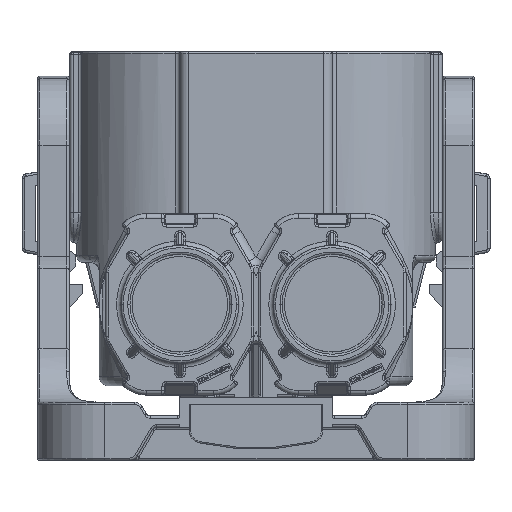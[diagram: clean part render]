
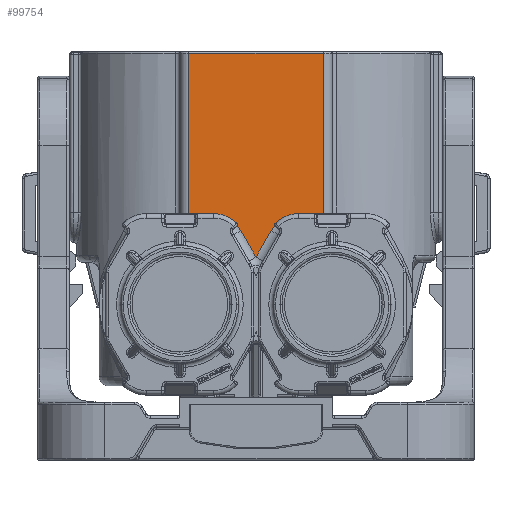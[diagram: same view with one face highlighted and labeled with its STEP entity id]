
A CAD part, top view. The second image highlights one B-rep face of the part: STEP entity #99754.
In plain terms, the highlighted planar face has unit normal (0, 0, 1).
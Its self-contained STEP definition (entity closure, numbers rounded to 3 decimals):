
#22301=DIRECTION('',(1.,0.,0.));
#22302=VECTOR('',#22301,30.);
#22303=CARTESIAN_POINT('',(-32.,47.6,28.05));
#22304=LINE('',#22303,#22302);
#22305=CARTESIAN_POINT('',(-7.534,4.5,28.05));
#22306=DIRECTION('',(0.,0.,1.));
#22307=DIRECTION('',(0.,1.,0.));
#22308=AXIS2_PLACEMENT_3D('',#22305,#22306,#22307);
#22310=DIRECTION('',(-0.5,-0.866,0.));
#22311=VECTOR('',#22310,6.807);
#22312=CARTESIAN_POINT('',(-13.597,8.,28.05));
#22313=LINE('',#22312,#22311);
#22314=DIRECTION('',(-0.5,0.866,0.));
#22315=VECTOR('',#22314,6.807);
#22316=CARTESIAN_POINT('',(-17.,2.105,28.05));
#22317=LINE('',#22316,#22315);
#22318=CARTESIAN_POINT('',(-26.466,4.5,28.05));
#22319=DIRECTION('',(0.,0.,1.));
#22320=DIRECTION('',(0.866,0.5,0.));
#22321=AXIS2_PLACEMENT_3D('',#22318,#22319,#22320);
#22323=DIRECTION('',(1.,0.,0.));
#22324=VECTOR('',#22323,5.534);
#22325=CARTESIAN_POINT('',(-32.,11.5,28.05));
#22326=LINE('',#22325,#22324);
#22424=DIRECTION('',(0.,-1.,0.));
#22425=VECTOR('',#22424,36.1);
#22426=CARTESIAN_POINT('',(-32.,47.6,28.05));
#22427=LINE('',#22426,#22425);
#25065=DIRECTION('',(0.,1.,0.));
#25066=VECTOR('',#25065,36.1);
#25067=CARTESIAN_POINT('',(-2.,11.5,28.05));
#25068=LINE('',#25067,#25066);
#25137=DIRECTION('',(1.,0.,0.));
#25138=VECTOR('',#25137,5.534);
#25139=CARTESIAN_POINT('',(-7.534,11.5,28.05));
#25140=LINE('',#25139,#25138);
#49788=CARTESIAN_POINT('',(-32.,47.6,28.05));
#49789=VERTEX_POINT('',#49788);
#49790=CARTESIAN_POINT('',(-2.,47.6,28.05));
#49791=VERTEX_POINT('',#49790);
#49792=CARTESIAN_POINT('',(-32.,11.5,28.05));
#49793=CARTESIAN_POINT('',(-26.466,11.5,28.05));
#49794=VERTEX_POINT('',#49792);
#49795=VERTEX_POINT('',#49793);
#49796=CARTESIAN_POINT('',(-2.,11.5,28.05));
#49797=VERTEX_POINT('',#49796);
#49798=CARTESIAN_POINT('',(-7.534,11.5,28.05));
#49799=VERTEX_POINT('',#49798);
#49800=CARTESIAN_POINT('',(-13.597,8.,28.05));
#49801=VERTEX_POINT('',#49800);
#49802=CARTESIAN_POINT('',(-17.,2.105,28.05));
#49803=VERTEX_POINT('',#49802);
#49804=CARTESIAN_POINT('',(-20.403,8.,28.05));
#49805=VERTEX_POINT('',#49804);
#99730=CARTESIAN_POINT('',(-17.,24.853,28.05));
#99731=DIRECTION('',(0.,0.,1.));
#99732=DIRECTION('',(-1.,0.,0.));
#99733=AXIS2_PLACEMENT_3D('',#99730,#99731,#99732);
#99734=PLANE('',#99733);
#99736=ORIENTED_EDGE('',*,*,#99735,.F.);
#99738=ORIENTED_EDGE('',*,*,#99737,.F.);
#99740=ORIENTED_EDGE('',*,*,#99739,.T.);
#99742=ORIENTED_EDGE('',*,*,#99741,.F.);
#99744=ORIENTED_EDGE('',*,*,#99743,.F.);
#99746=ORIENTED_EDGE('',*,*,#99745,.T.);
#99747=ORIENTED_EDGE('',*,*,#99713,.T.);
#99749=ORIENTED_EDGE('',*,*,#99748,.T.);
#99751=ORIENTED_EDGE('',*,*,#99750,.T.);
#99752=EDGE_LOOP('',(#99736,#99738,#99740,#99742,#99744,#99746,#99747,#99749,
#99751));
#99753=FACE_OUTER_BOUND('',#99752,.F.);
#22309=CIRCLE('',#22308,7.);
#22322=CIRCLE('',#22321,7.);
#99713=EDGE_CURVE('',#49801,#49803,#22313,.T.);
#99735=EDGE_CURVE('',#49794,#49795,#22326,.T.);
#99737=EDGE_CURVE('',#49789,#49794,#22427,.T.);
#99739=EDGE_CURVE('',#49789,#49791,#22304,.T.);
#99741=EDGE_CURVE('',#49797,#49791,#25068,.T.);
#99743=EDGE_CURVE('',#49799,#49797,#25140,.T.);
#99745=EDGE_CURVE('',#49799,#49801,#22309,.T.);
#99748=EDGE_CURVE('',#49803,#49805,#22317,.T.);
#99750=EDGE_CURVE('',#49805,#49795,#22322,.T.);
#99754=ADVANCED_FACE('',(#99753),#99734,.T.);
